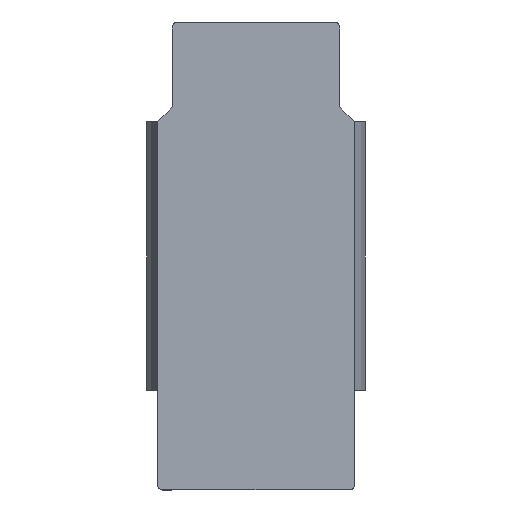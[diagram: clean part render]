
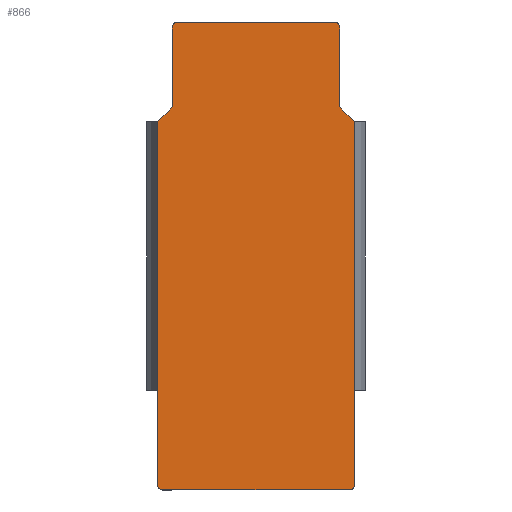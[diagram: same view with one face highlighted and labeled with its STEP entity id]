
A CAD part, front view. The second image highlights one B-rep face of the part: STEP entity #866.
In plain terms, the highlighted planar face has unit normal (0, -1, 0).
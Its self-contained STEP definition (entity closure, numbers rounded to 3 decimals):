
#10 = DIRECTION ( 'NONE',  ( 0., -1., 0. ) ) ;
#23 = EDGE_CURVE ( 'NONE', #1683, #911, #863, .T. ) ;
#26 = DIRECTION ( 'NONE',  ( -1., 0., 0. ) ) ;
#34 = EDGE_CURVE ( 'NONE', #49, #911, #728, .T. ) ;
#48 = VECTOR ( 'NONE', #348, 1000. ) ;
#49 = VERTEX_POINT ( 'NONE', #83 ) ;
#50 = LINE ( 'NONE', #179, #1222 ) ;
#58 = CIRCLE ( 'NONE', #1006, 0.5 ) ;
#62 = AXIS2_PLACEMENT_3D ( 'NONE', #1417, #1670, #1558 ) ;
#69 = EDGE_CURVE ( 'NONE', #76, #660, #1403, .T. ) ;
#76 = VERTEX_POINT ( 'NONE', #515 ) ;
#83 = CARTESIAN_POINT ( 'NONE',  ( 8.4, -230.505, -40.273 ) ) ;
#99 = CARTESIAN_POINT ( 'NONE',  ( 7.9, -230.505, -32.248 ) ) ;
#124 = CARTESIAN_POINT ( 'NONE',  ( -9.375, -230.505, -78.248 ) ) ;
#132 = FACE_OUTER_BOUND ( 'NONE', #1306, .T. ) ;
#179 = CARTESIAN_POINT ( 'NONE',  ( 9.875, -230.505, -31.748 ) ) ;
#196 = CARTESIAN_POINT ( 'NONE',  ( -7.9, -230.505, -31.748 ) ) ;
#197 = DIRECTION ( 'NONE',  ( 1., 0., 0. ) ) ;
#202 = VERTEX_POINT ( 'NONE', #1405 ) ;
#233 = CARTESIAN_POINT ( 'NONE',  ( -8.4, -230.505, -31.748 ) ) ;
#235 = LINE ( 'NONE', #1117, #996 ) ;
#282 = VECTOR ( 'NONE', #770, 1000. ) ;
#286 = EDGE_CURVE ( 'NONE', #202, #49, #235, .T. ) ;
#318 = CARTESIAN_POINT ( 'NONE',  ( 8.4, -230.505, -31.748 ) ) ;
#326 = AXIS2_PLACEMENT_3D ( 'NONE', #409, #10, #788 ) ;
#330 = CIRCLE ( 'NONE', #62, 0.5 ) ;
#348 = DIRECTION ( 'NONE',  ( 0., 0., 1. ) ) ;
#352 = ORIENTED_EDGE ( 'NONE', *, *, #987, .F. ) ;
#364 = ORIENTED_EDGE ( 'NONE', *, *, #34, .T. ) ;
#386 = ORIENTED_EDGE ( 'NONE', *, *, #505, .F. ) ;
#393 = EDGE_CURVE ( 'NONE', #660, #1376, #553, .T. ) ;
#409 = CARTESIAN_POINT ( 'NONE',  ( 9.875, -230.505, -31.748 ) ) ;
#411 = EDGE_CURVE ( 'NONE', #1683, #858, #50, .T. ) ;
#423 = DIRECTION ( 'NONE',  ( 0., 0., -1. ) ) ;
#460 = ORIENTED_EDGE ( 'NONE', *, *, #1434, .F. ) ;
#461 = ORIENTED_EDGE ( 'NONE', *, *, #23, .F. ) ;
#471 = DIRECTION ( 'NONE',  ( -0.707, 0., 0.707 ) ) ;
#505 = EDGE_CURVE ( 'NONE', #1322, #1587, #330, .T. ) ;
#515 = CARTESIAN_POINT ( 'NONE',  ( -8.4, -230.505, -32.248 ) ) ;
#516 = ORIENTED_EDGE ( 'NONE', *, *, #393, .T. ) ;
#521 = DIRECTION ( 'NONE',  ( 0., 0., -1. ) ) ;
#553 = LINE ( 'NONE', #1207, #1174 ) ;
#556 = VECTOR ( 'NONE', #521, 1000. ) ;
#578 = EDGE_CURVE ( 'NONE', #1322, #202, #1004, .T. ) ;
#598 = LINE ( 'NONE', #1555, #282 ) ;
#616 = AXIS2_PLACEMENT_3D ( 'NONE', #1065, #1594, #197 ) ;
#660 = VERTEX_POINT ( 'NONE', #1201 ) ;
#725 = ORIENTED_EDGE ( 'NONE', *, *, #578, .T. ) ;
#728 = LINE ( 'NONE', #318, #48 ) ;
#770 = DIRECTION ( 'NONE',  ( 1., 0., 0. ) ) ;
#773 = DIRECTION ( 'NONE',  ( 0., 0., 1. ) ) ;
#779 = VERTEX_POINT ( 'NONE', #798 ) ;
#788 = DIRECTION ( 'NONE',  ( 1., 0., 0. ) ) ;
#798 = CARTESIAN_POINT ( 'NONE',  ( -9.875, -230.505, -78.248 ) ) ;
#812 = CARTESIAN_POINT ( 'NONE',  ( -9.875, -230.505, -31.748 ) ) ;
#820 = CARTESIAN_POINT ( 'NONE',  ( -9.875, -230.505, -41.748 ) ) ;
#858 = VERTEX_POINT ( 'NONE', #196 ) ;
#863 = CIRCLE ( 'NONE', #1485, 0.5 ) ;
#866 = ADVANCED_FACE ( 'NONE', ( #132 ), #905, .T. ) ;
#905 = PLANE ( 'NONE',  #326 ) ;
#911 = VERTEX_POINT ( 'NONE', #1427 ) ;
#937 = LINE ( 'NONE', #812, #1661 ) ;
#939 = DIRECTION ( 'NONE',  ( -1., 0., 0. ) ) ;
#971 = DIRECTION ( 'NONE',  ( -0.707, 0., -0.707 ) ) ;
#974 = DIRECTION ( 'NONE',  ( 0., 1., 0. ) ) ;
#987 = EDGE_CURVE ( 'NONE', #1572, #779, #58, .T. ) ;
#996 = VECTOR ( 'NONE', #471, 1000. ) ;
#1004 = LINE ( 'NONE', #1134, #1339 ) ;
#1005 = CARTESIAN_POINT ( 'NONE',  ( -9.375, -230.505, -78.748 ) ) ;
#1006 = AXIS2_PLACEMENT_3D ( 'NONE', #124, #1184, #26 ) ;
#1065 = CARTESIAN_POINT ( 'NONE',  ( -7.9, -230.505, -32.248 ) ) ;
#1117 = CARTESIAN_POINT ( 'NONE',  ( 9.875, -230.505, -41.748 ) ) ;
#1134 = CARTESIAN_POINT ( 'NONE',  ( 9.875, -230.505, -31.748 ) ) ;
#1174 = VECTOR ( 'NONE', #971, 1000. ) ;
#1184 = DIRECTION ( 'NONE',  ( 0., 1., 0. ) ) ;
#1186 = ORIENTED_EDGE ( 'NONE', *, *, #1254, .T. ) ;
#1201 = CARTESIAN_POINT ( 'NONE',  ( -8.4, -230.505, -40.273 ) ) ;
#1207 = CARTESIAN_POINT ( 'NONE',  ( -8.4, -230.505, -40.273 ) ) ;
#1222 = VECTOR ( 'NONE', #939, 1000. ) ;
#1236 = ORIENTED_EDGE ( 'NONE', *, *, #286, .T. ) ;
#1254 = EDGE_CURVE ( 'NONE', #1572, #1587, #598, .T. ) ;
#1255 = CARTESIAN_POINT ( 'NONE',  ( 7.9, -230.505, -31.748 ) ) ;
#1306 = EDGE_LOOP ( 'NONE', ( #1502, #352, #1186, #386, #725, #1236, #364, #461, #1564, #460, #1504, #516 ) ) ;
#1322 = VERTEX_POINT ( 'NONE', #1604 ) ;
#1334 = EDGE_CURVE ( 'NONE', #1376, #779, #937, .T. ) ;
#1339 = VECTOR ( 'NONE', #773, 1000. ) ;
#1353 = CIRCLE ( 'NONE', #616, 0.5 ) ;
#1363 = DIRECTION ( 'NONE',  ( -1., 0., 0. ) ) ;
#1376 = VERTEX_POINT ( 'NONE', #820 ) ;
#1403 = LINE ( 'NONE', #233, #556 ) ;
#1405 = CARTESIAN_POINT ( 'NONE',  ( 9.875, -230.505, -41.748 ) ) ;
#1417 = CARTESIAN_POINT ( 'NONE',  ( 9.375, -230.505, -78.248 ) ) ;
#1427 = CARTESIAN_POINT ( 'NONE',  ( 8.4, -230.505, -32.248 ) ) ;
#1434 = EDGE_CURVE ( 'NONE', #76, #858, #1353, .T. ) ;
#1485 = AXIS2_PLACEMENT_3D ( 'NONE', #99, #974, #1363 ) ;
#1502 = ORIENTED_EDGE ( 'NONE', *, *, #1334, .T. ) ;
#1504 = ORIENTED_EDGE ( 'NONE', *, *, #69, .T. ) ;
#1555 = CARTESIAN_POINT ( 'NONE',  ( 9.875, -230.505, -78.748 ) ) ;
#1558 = DIRECTION ( 'NONE',  ( 1., 0., 0. ) ) ;
#1564 = ORIENTED_EDGE ( 'NONE', *, *, #411, .T. ) ;
#1572 = VERTEX_POINT ( 'NONE', #1005 ) ;
#1587 = VERTEX_POINT ( 'NONE', #1619 ) ;
#1594 = DIRECTION ( 'NONE',  ( 0., 1., 0. ) ) ;
#1604 = CARTESIAN_POINT ( 'NONE',  ( 9.875, -230.505, -78.248 ) ) ;
#1619 = CARTESIAN_POINT ( 'NONE',  ( 9.375, -230.505, -78.748 ) ) ;
#1661 = VECTOR ( 'NONE', #423, 1000. ) ;
#1670 = DIRECTION ( 'NONE',  ( 0., 1., 0. ) ) ;
#1683 = VERTEX_POINT ( 'NONE', #1255 ) ;
